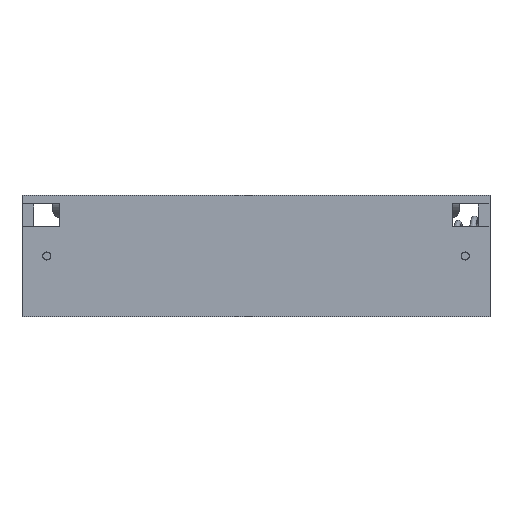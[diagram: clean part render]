
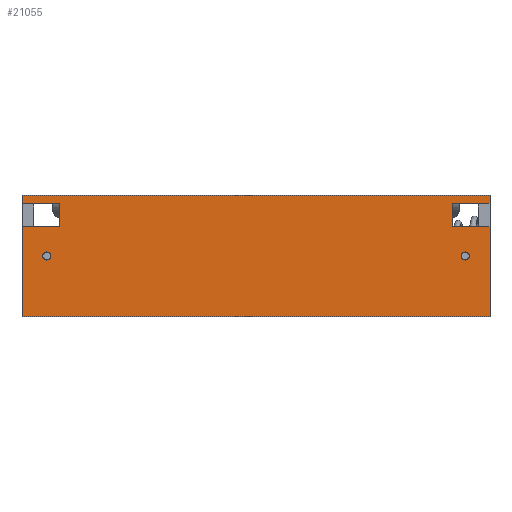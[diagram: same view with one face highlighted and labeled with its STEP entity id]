
A CAD part, front view. The second image highlights one B-rep face of the part: STEP entity #21055.
In plain terms, the highlighted planar face has unit normal (0, -1, 0).
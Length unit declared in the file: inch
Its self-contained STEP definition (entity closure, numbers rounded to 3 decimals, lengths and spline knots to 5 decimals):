
#32 = CARTESIAN_POINT ( 'NONE',  ( -0.97326, -0.39496, 0.34882 ) ) ;
#991 = DIRECTION ( 'NONE',  ( 1., 0., 0. ) ) ;
#1076 = DIRECTION ( 'NONE',  ( -1., 0., 0. ) ) ;
#1195 = CARTESIAN_POINT ( 'NONE',  ( -0.81726, -0.39496, 0.21682 ) ) ;
#1321 = CARTESIAN_POINT ( 'NONE',  ( -0.86926, -0.39496, 0.09282 ) ) ;
#1542 = VERTEX_POINT ( 'NONE', #36306 ) ;
#1600 = EDGE_CURVE ( 'NONE', #1542, #1542, #41212, .T. ) ;
#1930 = VERTEX_POINT ( 'NONE', #18278 ) ;
#3033 = VECTOR ( 'NONE', #3759, 39.37008 ) ;
#3064 = VECTOR ( 'NONE', #36180, 39.37008 ) ;
#3254 = VERTEX_POINT ( 'NONE', #21382 ) ;
#3285 = VERTEX_POINT ( 'NONE', #3979 ) ;
#3562 = ORIENTED_EDGE ( 'NONE', *, *, #6669, .T. ) ;
#3701 = EDGE_CURVE ( 'NONE', #1930, #18789, #27632, .T. ) ;
#3759 = DIRECTION ( 'NONE',  ( 0., 0., -1. ) ) ;
#3790 = LINE ( 'NONE', #1195, #12350 ) ;
#3979 = CARTESIAN_POINT ( 'NONE',  ( -0.97326, -0.39496, 0.34882 ) ) ;
#4534 = DIRECTION ( 'NONE',  ( 0., 0., 1. ) ) ;
#5028 = VERTEX_POINT ( 'NONE', #39790 ) ;
#5686 = EDGE_CURVE ( 'NONE', #3254, #11850, #40225, .T. ) ;
#5946 = ORIENTED_EDGE ( 'NONE', *, *, #21379, .F. ) ;
#6088 = CARTESIAN_POINT ( 'NONE',  ( -0.81726, -0.39496, 0.31482 ) ) ;
#6208 = CARTESIAN_POINT ( 'NONE',  ( 0.99474, -0.39496, 0.21682 ) ) ;
#6471 = DIRECTION ( 'NONE',  ( 0., 0., -1. ) ) ;
#6669 = EDGE_CURVE ( 'NONE', #10143, #18789, #29445, .T. ) ;
#7037 = VECTOR ( 'NONE', #14233, 39.37008 ) ;
#7161 = DIRECTION ( 'NONE',  ( 0., 0., -1. ) ) ;
#7486 = EDGE_LOOP ( 'NONE', ( #8963 ) ) ;
#7902 = CARTESIAN_POINT ( 'NONE',  ( 0.99474, -0.39496, -0.16318 ) ) ;
#8920 = FACE_OUTER_BOUND ( 'NONE', #19336, .T. ) ;
#8963 = ORIENTED_EDGE ( 'NONE', *, *, #21196, .F. ) ;
#9105 = DIRECTION ( 'NONE',  ( 0., 0., -1. ) ) ;
#9778 = ORIENTED_EDGE ( 'NONE', *, *, #1600, .F. ) ;
#9864 = ORIENTED_EDGE ( 'NONE', *, *, #36047, .F. ) ;
#10143 = VERTEX_POINT ( 'NONE', #11966 ) ;
#11377 = VECTOR ( 'NONE', #9105, 39.37008 ) ;
#11850 = VERTEX_POINT ( 'NONE', #34875 ) ;
#11966 = CARTESIAN_POINT ( 'NONE',  ( 0.83874, -0.39496, 0.31482 ) ) ;
#12350 = VECTOR ( 'NONE', #20374, 39.37008 ) ;
#12884 = VECTOR ( 'NONE', #19710, 39.37008 ) ;
#13405 = CARTESIAN_POINT ( 'NONE',  ( 0.99474, -0.39496, 0.34882 ) ) ;
#14233 = DIRECTION ( 'NONE',  ( -1., 0., 0. ) ) ;
#15956 = CARTESIAN_POINT ( 'NONE',  ( 0.83874, -0.39496, 0.21682 ) ) ;
#16620 = DIRECTION ( 'NONE',  ( 0., 0., 1. ) ) ;
#17280 = EDGE_CURVE ( 'NONE', #3285, #29876, #23521, .T. ) ;
#17421 = FACE_BOUND ( 'NONE', #27458, .T. ) ;
#17455 = LINE ( 'NONE', #23497, #25992 ) ;
#17570 = CARTESIAN_POINT ( 'NONE',  ( 0.89074, -0.39496, 0.09282 ) ) ;
#17716 = EDGE_CURVE ( 'NONE', #1930, #3285, #17455, .T. ) ;
#17895 = DIRECTION ( 'NONE',  ( -1., 0., 0. ) ) ;
#18278 = CARTESIAN_POINT ( 'NONE',  ( 0.99474, -0.39496, 0.34882 ) ) ;
#18661 = EDGE_CURVE ( 'NONE', #27559, #31599, #34399, .T. ) ;
#18789 = VERTEX_POINT ( 'NONE', #33111 ) ;
#18884 = ORIENTED_EDGE ( 'NONE', *, *, #26915, .F. ) ;
#19336 = EDGE_LOOP ( 'NONE', ( #24791, #29723, #18884, #22900, #22781, #5946, #3562, #25047, #38431, #33910, #9864, #31428 ) ) ;
#19710 = DIRECTION ( 'NONE',  ( 1., 0., 0. ) ) ;
#19758 = CARTESIAN_POINT ( 'NONE',  ( 0.99474, -0.39496, 0.34882 ) ) ;
#19877 = VERTEX_POINT ( 'NONE', #6088 ) ;
#20374 = DIRECTION ( 'NONE',  ( 0., 0., -1. ) ) ;
#20756 = DIRECTION ( 'NONE',  ( 0., 0., -1. ) ) ;
#21055 = ADVANCED_FACE ( 'NONE', ( #17421, #34521, #8920 ), #38940, .F. ) ;
#21196 = EDGE_CURVE ( 'NONE', #5028, #5028, #25435, .T. ) ;
#21379 = EDGE_CURVE ( 'NONE', #10143, #35952, #36971, .T. ) ;
#21382 = CARTESIAN_POINT ( 'NONE',  ( -0.81726, -0.39496, 0.21682 ) ) ;
#21815 = CARTESIAN_POINT ( 'NONE',  ( 0.83874, -0.39496, 0.21682 ) ) ;
#22781 = ORIENTED_EDGE ( 'NONE', *, *, #23234, .F. ) ;
#22794 = LINE ( 'NONE', #36537, #39875 ) ;
#22860 = EDGE_CURVE ( 'NONE', #11850, #23229, #25681, .T. ) ;
#22890 = CARTESIAN_POINT ( 'NONE',  ( -0.97326, -0.39496, 0.31482 ) ) ;
#22900 = ORIENTED_EDGE ( 'NONE', *, *, #18661, .F. ) ;
#23229 = VERTEX_POINT ( 'NONE', #25480 ) ;
#23234 = EDGE_CURVE ( 'NONE', #35952, #27559, #38456, .T. ) ;
#23415 = EDGE_CURVE ( 'NONE', #19877, #3254, #3790, .T. ) ;
#23497 = CARTESIAN_POINT ( 'NONE',  ( 0.99474, -0.39496, 0.34882 ) ) ;
#23521 = LINE ( 'NONE', #37020, #24548 ) ;
#23733 = DIRECTION ( 'NONE',  ( 0., -1., 0. ) ) ;
#24548 = VECTOR ( 'NONE', #40247, 39.37008 ) ;
#24791 = ORIENTED_EDGE ( 'NONE', *, *, #5686, .T. ) ;
#25047 = ORIENTED_EDGE ( 'NONE', *, *, #3701, .F. ) ;
#25435 = CIRCLE ( 'NONE', #38387, 0.017 ) ;
#25480 = CARTESIAN_POINT ( 'NONE',  ( -0.97326, -0.39496, -0.16318 ) ) ;
#25681 = LINE ( 'NONE', #32, #33232 ) ;
#25992 = VECTOR ( 'NONE', #1076, 39.37008 ) ;
#26915 = EDGE_CURVE ( 'NONE', #31599, #23229, #31630, .T. ) ;
#27458 = EDGE_LOOP ( 'NONE', ( #9778 ) ) ;
#27559 = VERTEX_POINT ( 'NONE', #6208 ) ;
#27632 = LINE ( 'NONE', #19758, #3033 ) ;
#29101 = CARTESIAN_POINT ( 'NONE',  ( 0.83874, -0.39496, 0.21682 ) ) ;
#29179 = CARTESIAN_POINT ( 'NONE',  ( 0.83874, -0.39496, 0.31482 ) ) ;
#29445 = LINE ( 'NONE', #29179, #38005 ) ;
#29575 = CARTESIAN_POINT ( 'NONE',  ( 0.99474, -0.39496, 0.34882 ) ) ;
#29723 = ORIENTED_EDGE ( 'NONE', *, *, #22860, .T. ) ;
#29770 = AXIS2_PLACEMENT_3D ( 'NONE', #13405, #35839, #16620 ) ;
#29876 = VERTEX_POINT ( 'NONE', #22890 ) ;
#31428 = ORIENTED_EDGE ( 'NONE', *, *, #23415, .T. ) ;
#31599 = VERTEX_POINT ( 'NONE', #7902 ) ;
#31630 = LINE ( 'NONE', #33437, #7037 ) ;
#32392 = CARTESIAN_POINT ( 'NONE',  ( -0.81726, -0.39496, 0.21682 ) ) ;
#33111 = CARTESIAN_POINT ( 'NONE',  ( 0.99474, -0.39496, 0.31482 ) ) ;
#33232 = VECTOR ( 'NONE', #6471, 39.37008 ) ;
#33365 = VECTOR ( 'NONE', #7161, 39.37008 ) ;
#33437 = CARTESIAN_POINT ( 'NONE',  ( 0.99474, -0.39496, -0.16318 ) ) ;
#33910 = ORIENTED_EDGE ( 'NONE', *, *, #17280, .T. ) ;
#34399 = LINE ( 'NONE', #29575, #33365 ) ;
#34521 = FACE_BOUND ( 'NONE', #7486, .T. ) ;
#34875 = CARTESIAN_POINT ( 'NONE',  ( -0.97326, -0.39496, 0.21682 ) ) ;
#35839 = DIRECTION ( 'NONE',  ( 0., 1., 0. ) ) ;
#35952 = VERTEX_POINT ( 'NONE', #29101 ) ;
#36047 = EDGE_CURVE ( 'NONE', #19877, #29876, #22794, .T. ) ;
#36180 = DIRECTION ( 'NONE',  ( -1., 0., 0. ) ) ;
#36306 = CARTESIAN_POINT ( 'NONE',  ( 0.89074, -0.39496, 0.07582 ) ) ;
#36537 = CARTESIAN_POINT ( 'NONE',  ( -0.81726, -0.39496, 0.31482 ) ) ;
#36621 = AXIS2_PLACEMENT_3D ( 'NONE', #17570, #40014, #20756 ) ;
#36971 = LINE ( 'NONE', #21815, #11377 ) ;
#37020 = CARTESIAN_POINT ( 'NONE',  ( -0.97326, -0.39496, 0.34882 ) ) ;
#38005 = VECTOR ( 'NONE', #991, 39.37008 ) ;
#38387 = AXIS2_PLACEMENT_3D ( 'NONE', #1321, #23733, #4534 ) ;
#38431 = ORIENTED_EDGE ( 'NONE', *, *, #17716, .T. ) ;
#38456 = LINE ( 'NONE', #15956, #12884 ) ;
#38940 = PLANE ( 'NONE',  #29770 ) ;
#39790 = CARTESIAN_POINT ( 'NONE',  ( -0.86926, -0.39496, 0.10982 ) ) ;
#39875 = VECTOR ( 'NONE', #17895, 39.37008 ) ;
#40014 = DIRECTION ( 'NONE',  ( 0., -1., 0. ) ) ;
#40225 = LINE ( 'NONE', #32392, #3064 ) ;
#40247 = DIRECTION ( 'NONE',  ( 0., 0., -1. ) ) ;
#41212 = CIRCLE ( 'NONE', #36621, 0.017 ) ;
